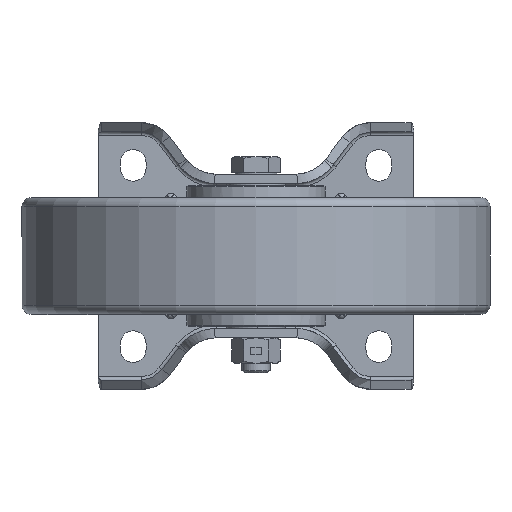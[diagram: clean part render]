
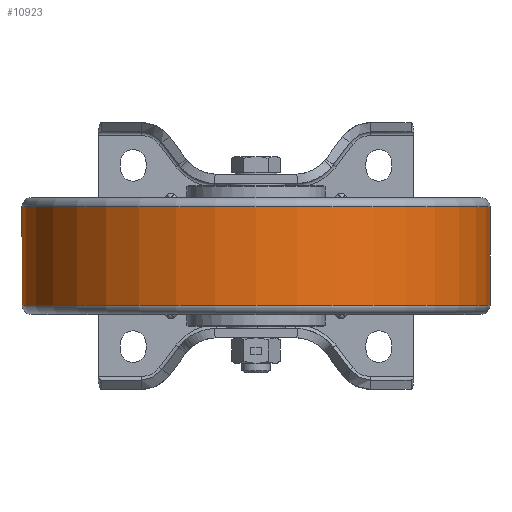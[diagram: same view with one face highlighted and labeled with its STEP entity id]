
A CAD part, front view. The second image highlights one B-rep face of the part: STEP entity #10923.
In plain terms, the highlighted cylindrical face has radius 100 mm (diameter 200 mm), a partial arc.
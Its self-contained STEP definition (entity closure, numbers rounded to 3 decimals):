
#36 = EDGE_CURVE ( 'NONE', #2458, #15602, #23147, .T. ) ;
#2187 = CARTESIAN_POINT ( 'NONE',  ( -100., -145., -41.019 ) ) ;
#2458 = VERTEX_POINT ( 'NONE', #24796 ) ;
#2541 = AXIS2_PLACEMENT_3D ( 'NONE', #16251, #22904, #11561 ) ;
#2820 = FACE_OUTER_BOUND ( 'NONE', #18166, .T. ) ;
#3332 = AXIS2_PLACEMENT_3D ( 'NONE', #4077, #24473, #20024 ) ;
#3917 = ORIENTED_EDGE ( 'NONE', *, *, #29123, .F. ) ;
#4077 = CARTESIAN_POINT ( 'NONE',  ( 0., -145., -41.019 ) ) ;
#4514 = EDGE_CURVE ( 'NONE', #11822, #2458, #23139, .T. ) ;
#5606 = VERTEX_POINT ( 'NONE', #25208 ) ;
#6412 = CARTESIAN_POINT ( 'NONE',  ( -100., -145., -21. ) ) ;
#6595 = LINE ( 'NONE', #18178, #13379 ) ;
#6909 = ORIENTED_EDGE ( 'NONE', *, *, #4514, .T. ) ;
#7386 = ORIENTED_EDGE ( 'NONE', *, *, #36, .T. ) ;
#7972 = DIRECTION ( 'NONE',  ( 0., 0., 1. ) ) ;
#10244 = CARTESIAN_POINT ( 'NONE',  ( 0., -145., -21. ) ) ;
#10923 = ADVANCED_FACE ( 'NONE', ( #2820 ), #16000, .T. ) ;
#11381 = AXIS2_PLACEMENT_3D ( 'NONE', #10244, #7972, #12525 ) ;
#11561 = DIRECTION ( 'NONE',  ( -1., 0., 0. ) ) ;
#11822 = VERTEX_POINT ( 'NONE', #19167 ) ;
#12525 = DIRECTION ( 'NONE',  ( 1., 0., 0. ) ) ;
#13379 = VECTOR ( 'NONE', #27126, 1000. ) ;
#15188 = CIRCLE ( 'NONE', #11381, 100. ) ;
#15602 = VERTEX_POINT ( 'NONE', #6412 ) ;
#16000 = CYLINDRICAL_SURFACE ( 'NONE', #3332, 100. ) ;
#16131 = ORIENTED_EDGE ( 'NONE', *, *, #20358, .T. ) ;
#16251 = CARTESIAN_POINT ( 'NONE',  ( 0., -145., 21. ) ) ;
#18166 = EDGE_LOOP ( 'NONE', ( #3917, #6909, #7386, #16131 ) ) ;
#18178 = CARTESIAN_POINT ( 'NONE',  ( 100., -145., -41.019 ) ) ;
#19167 = CARTESIAN_POINT ( 'NONE',  ( 100., -145., 21. ) ) ;
#20024 = DIRECTION ( 'NONE',  ( -1., 0., 0. ) ) ;
#20358 = EDGE_CURVE ( 'NONE', #15602, #5606, #15188, .T. ) ;
#22904 = DIRECTION ( 'NONE',  ( 0., 0., -1. ) ) ;
#23139 = CIRCLE ( 'NONE', #2541, 100. ) ;
#23147 = LINE ( 'NONE', #2187, #29203 ) ;
#24473 = DIRECTION ( 'NONE',  ( 0., 0., -1. ) ) ;
#24796 = CARTESIAN_POINT ( 'NONE',  ( -100., -145., 21. ) ) ;
#25208 = CARTESIAN_POINT ( 'NONE',  ( 100., -145., -21. ) ) ;
#25325 = DIRECTION ( 'NONE',  ( 0., 0., -1. ) ) ;
#27126 = DIRECTION ( 'NONE',  ( 0., 0., -1. ) ) ;
#29123 = EDGE_CURVE ( 'NONE', #11822, #5606, #6595, .T. ) ;
#29203 = VECTOR ( 'NONE', #25325, 1000. ) ;
